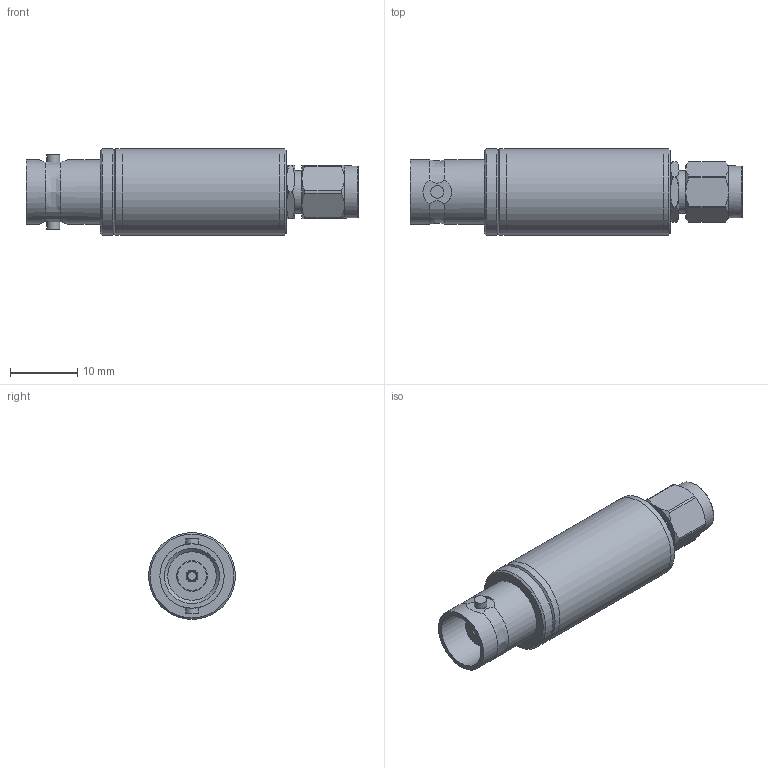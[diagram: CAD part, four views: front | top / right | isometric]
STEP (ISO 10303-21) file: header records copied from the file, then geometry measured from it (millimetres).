
FILE_DESCRIPTION (( 'STEP AP203' ), '1' );
FILE_NAME ('SMD0102_3D.step', '2020-05-11T21:44:50', ( '' ), ( '' ), 'SwSTEP 2.0', 'SolidWorks 2018', '' );
FILE_SCHEMA (( 'CONFIG_CONTROL_DESIGN' ));
Length unit declared in the file: inch
Products named in the file (1): SMD0102_3D
Bounding box: 49.53 x 12.95 x 12.95 mm (x, y, z)
Volume: 4466.4 mm3; surface area: 2619.3 mm2
Topology: 1 solids, 1 shells, 124 faces, 315 edges, 207 vertices
Faces by surface type: plane 46, cylinder 40, cone 31, bspline 6, torus 1
Full cylindrical faces by diameter (mm): 0.94 x1, 1.194 x1, 1.27 x1, 1.778 x1, 1.905 x2, 4.445 x1, 4.572 x1, 6.35 x7, 7.762 x1, 8.255 x1, 9.601 x2, 12.954 x4
Entity records: 5512 total; most frequent: CARTESIAN_POINT 2832, ORIENTED_EDGE 538, DIRECTION 508, EDGE_CURVE 269, AXIS2_PLACEMENT_3D 222, VERTEX_POINT 195, EDGE_LOOP 160, FACE_OUTER_BOUND 138
